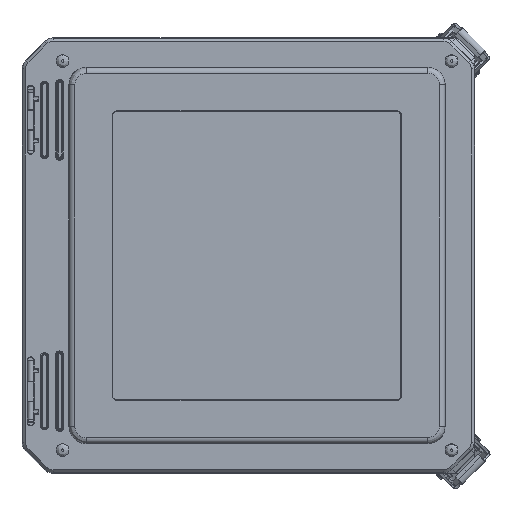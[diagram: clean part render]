
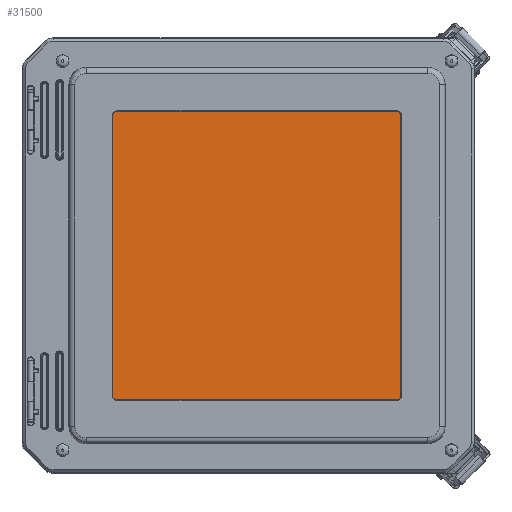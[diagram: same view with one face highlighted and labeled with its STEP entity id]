
A CAD part, top view. The second image highlights one B-rep face of the part: STEP entity #31500.
In plain terms, the highlighted face is planar.
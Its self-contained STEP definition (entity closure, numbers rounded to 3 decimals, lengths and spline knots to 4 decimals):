
#4442=LINE('',#73557,#6650);
#4446=LINE('',#73566,#6654);
#4449=LINE('',#73574,#6657);
#4452=LINE('',#73582,#6660);
#6650=VECTOR('',#44164,6.);
#6654=VECTOR('',#44174,6.);
#6657=VECTOR('',#44183,6.);
#6660=VECTOR('',#44192,6.);
#7459=PLANE('',#35213);
#9486=FACE_OUTER_BOUND('',#11545,.T.);
#11545=EDGE_LOOP('',(#28811,#28812,#28813,#28814,#28815,#28816,#28817,#28818));
#12889=CIRCLE('',#35203,0.115);
#12890=CIRCLE('',#35206,0.115);
#12891=CIRCLE('',#35209,0.115);
#12892=CIRCLE('',#35212,0.115);
#15523=VERTEX_POINT('',#73554);
#15524=VERTEX_POINT('',#73556);
#15525=VERTEX_POINT('',#73560);
#15526=VERTEX_POINT('',#73564);
#15527=VERTEX_POINT('',#73568);
#15528=VERTEX_POINT('',#73572);
#15529=VERTEX_POINT('',#73576);
#15530=VERTEX_POINT('',#73580);
#19993=EDGE_CURVE('',#15523,#15524,#4442,.T.);
#19996=EDGE_CURVE('',#15525,#15523,#12889,.T.);
#19998=EDGE_CURVE('',#15526,#15525,#4446,.T.);
#20000=EDGE_CURVE('',#15527,#15526,#12890,.T.);
#20002=EDGE_CURVE('',#15528,#15527,#4449,.T.);
#20004=EDGE_CURVE('',#15529,#15528,#12891,.T.);
#20006=EDGE_CURVE('',#15530,#15529,#4452,.T.);
#20007=EDGE_CURVE('',#15524,#15530,#12892,.T.);
#28811=ORIENTED_EDGE('',*,*,#20007,.F.);
#28812=ORIENTED_EDGE('',*,*,#19993,.F.);
#28813=ORIENTED_EDGE('',*,*,#19996,.F.);
#28814=ORIENTED_EDGE('',*,*,#19998,.F.);
#28815=ORIENTED_EDGE('',*,*,#20000,.F.);
#28816=ORIENTED_EDGE('',*,*,#20002,.F.);
#28817=ORIENTED_EDGE('',*,*,#20004,.F.);
#28818=ORIENTED_EDGE('',*,*,#20006,.F.);
#31500=ADVANCED_FACE('',(#9486),#7459,.F.);
#35203=AXIS2_PLACEMENT_3D('',#73562,#44169,#44170);
#35206=AXIS2_PLACEMENT_3D('',#73570,#44178,#44179);
#35209=AXIS2_PLACEMENT_3D('',#73578,#44187,#44188);
#35212=AXIS2_PLACEMENT_3D('',#73584,#44195,#44196);
#35213=AXIS2_PLACEMENT_3D('',#73585,#44197,#44198);
#44164=DIRECTION('',(-1.,0.,0.));
#44169=DIRECTION('center_axis',(0.,0.,1.));
#44170=DIRECTION('ref_axis',(1.,0.,0.));
#44174=DIRECTION('',(0.,1.,0.));
#44178=DIRECTION('center_axis',(0.,0.,1.));
#44179=DIRECTION('ref_axis',(0.,-1.,0.));
#44183=DIRECTION('',(1.,0.,0.));
#44187=DIRECTION('center_axis',(0.,0.,1.));
#44188=DIRECTION('ref_axis',(-1.,0.,0.));
#44192=DIRECTION('',(0.,-1.,0.));
#44195=DIRECTION('center_axis',(0.,0.,1.));
#44196=DIRECTION('ref_axis',(0.,1.,0.));
#44197=DIRECTION('center_axis',(0.,0.,1.));
#44198=DIRECTION('ref_axis',(1.,0.,0.));
#73554=CARTESIAN_POINT('',(3.,3.115,0.));
#73556=CARTESIAN_POINT('',(-3.,3.115,0.));
#73557=CARTESIAN_POINT('',(3.,3.115,0.));
#73560=CARTESIAN_POINT('',(3.115,3.,0.));
#73562=CARTESIAN_POINT('Origin',(3.,3.,0.));
#73564=CARTESIAN_POINT('',(3.115,-3.,0.));
#73566=CARTESIAN_POINT('',(3.115,-3.,0.));
#73568=CARTESIAN_POINT('',(3.,-3.115,0.));
#73570=CARTESIAN_POINT('Origin',(3.,-3.,0.));
#73572=CARTESIAN_POINT('',(-3.,-3.115,0.));
#73574=CARTESIAN_POINT('',(-3.,-3.115,0.));
#73576=CARTESIAN_POINT('',(-3.115,-3.,0.));
#73578=CARTESIAN_POINT('Origin',(-3.,-3.,0.));
#73580=CARTESIAN_POINT('',(-3.115,3.,0.));
#73582=CARTESIAN_POINT('',(-3.115,3.,0.));
#73584=CARTESIAN_POINT('Origin',(-3.,3.,0.));
#73585=CARTESIAN_POINT('Origin',(0.,0.,0.));
